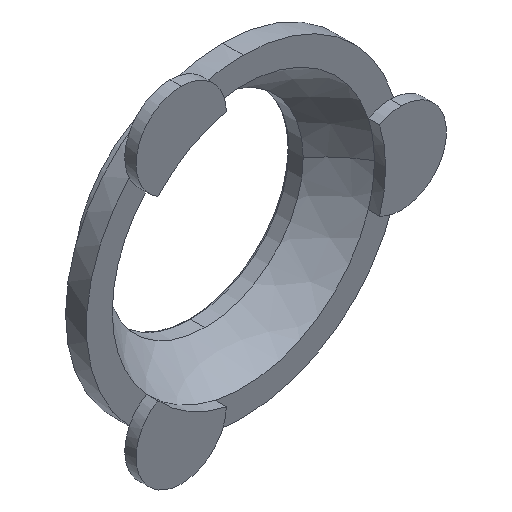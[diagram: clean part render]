
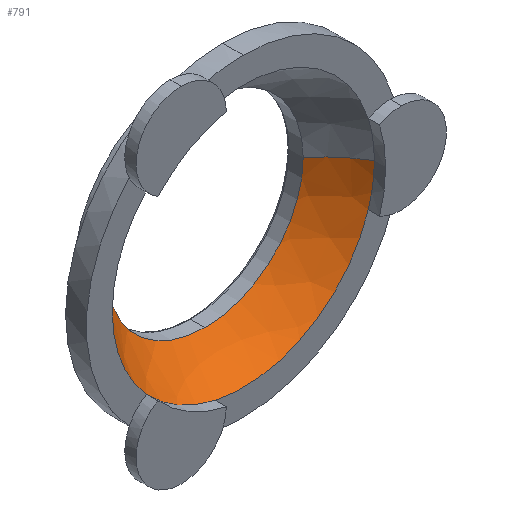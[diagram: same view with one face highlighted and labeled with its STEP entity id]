
A CAD part, isometric view. The second image highlights one B-rep face of the part: STEP entity #791.
In plain terms, the highlighted spherical face has radius 13.566 mm.
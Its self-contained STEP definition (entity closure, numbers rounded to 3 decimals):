
#8 = CARTESIAN_POINT ( 'NONE',  ( 0., -9.366, 0. ) ) ;
#31 = EDGE_CURVE ( 'NONE', #226, #563, #58, .T. ) ;
#43 = DIRECTION ( 'NONE',  ( 0., 0., -1. ) ) ;
#58 = CIRCLE ( 'NONE', #838, 11.611 ) ;
#85 = EDGE_CURVE ( 'NONE', #452, #431, #174, .T. ) ;
#98 = ORIENTED_EDGE ( 'NONE', *, *, #863, .F. ) ;
#113 = VERTEX_POINT ( 'NONE', #711 ) ;
#143 = ORIENTED_EDGE ( 'NONE', *, *, #31, .F. ) ;
#144 = CIRCLE ( 'NONE', #964, 8.7 ) ;
#159 = ORIENTED_EDGE ( 'NONE', *, *, #1020, .F. ) ;
#174 = CIRCLE ( 'NONE', #664, 13.566 ) ;
#195 = ORIENTED_EDGE ( 'NONE', *, *, #85, .T. ) ;
#217 = DIRECTION ( 'NONE',  ( 0., 0., -1. ) ) ;
#226 = VERTEX_POINT ( 'NONE', #971 ) ;
#234 = CARTESIAN_POINT ( 'NONE',  ( 11.611, -2.35, 0. ) ) ;
#243 = CIRCLE ( 'NONE', #841, 13.566 ) ;
#245 = CIRCLE ( 'NONE', #812, 11.611 ) ;
#246 = CARTESIAN_POINT ( 'NONE',  ( 0., -2.35, 0. ) ) ;
#254 = VERTEX_POINT ( 'NONE', #983 ) ;
#255 = AXIS2_PLACEMENT_3D ( 'NONE', #372, #787, #217 ) ;
#262 = CARTESIAN_POINT ( 'NONE',  ( 0., 1.043, 0. ) ) ;
#267 = DIRECTION ( 'NONE',  ( 0., 1., 0. ) ) ;
#273 = AXIS2_PLACEMENT_3D ( 'NONE', #897, #43, #675 ) ;
#349 = DIRECTION ( 'NONE',  ( 0., 1., 0. ) ) ;
#359 = DIRECTION ( 'NONE',  ( 0., 0., 1. ) ) ;
#372 = CARTESIAN_POINT ( 'NONE',  ( 0., -2.35, 0. ) ) ;
#385 = EDGE_LOOP ( 'NONE', ( #437, #159, #698, #143, #98, #195, #704, #476 ) ) ;
#431 = VERTEX_POINT ( 'NONE', #936 ) ;
#437 = ORIENTED_EDGE ( 'NONE', *, *, #510, .F. ) ;
#445 = CIRCLE ( 'NONE', #598, 11.611 ) ;
#450 = EDGE_CURVE ( 'NONE', #563, #929, #714, .T. ) ;
#452 = VERTEX_POINT ( 'NONE', #234 ) ;
#476 = ORIENTED_EDGE ( 'NONE', *, *, #638, .T. ) ;
#498 = DIRECTION ( 'NONE',  ( 0., 0., -1. ) ) ;
#510 = EDGE_CURVE ( 'NONE', #999, #113, #243, .T. ) ;
#513 = DIRECTION ( 'NONE',  ( 0., 1., 0. ) ) ;
#517 = FACE_OUTER_BOUND ( 'NONE', #385, .T. ) ;
#536 = CARTESIAN_POINT ( 'NONE',  ( 0., -2.35, 0. ) ) ;
#547 = DIRECTION ( 'NONE',  ( -1., 0., 0. ) ) ;
#563 = VERTEX_POINT ( 'NONE', #868 ) ;
#598 = AXIS2_PLACEMENT_3D ( 'NONE', #827, #674, #986 ) ;
#626 = DIRECTION ( 'NONE',  ( 0., 0., -1. ) ) ;
#638 = EDGE_CURVE ( 'NONE', #254, #113, #946, .T. ) ;
#646 = DIRECTION ( 'NONE',  ( 0., 1., 0. ) ) ;
#664 = AXIS2_PLACEMENT_3D ( 'NONE', #8, #858, #784 ) ;
#674 = DIRECTION ( 'NONE',  ( 0., 1., 0. ) ) ;
#675 = DIRECTION ( 'NONE',  ( 1., 0., 0. ) ) ;
#680 = SPHERICAL_SURFACE ( 'NONE', #273, 13.566 ) ;
#698 = ORIENTED_EDGE ( 'NONE', *, *, #450, .F. ) ;
#704 = ORIENTED_EDGE ( 'NONE', *, *, #829, .T. ) ;
#711 = CARTESIAN_POINT ( 'NONE',  ( -8.7, 1.043, 0. ) ) ;
#714 = CIRCLE ( 'NONE', #255, 11.611 ) ;
#763 = CARTESIAN_POINT ( 'NONE',  ( -11.611, -2.35, 0. ) ) ;
#784 = DIRECTION ( 'NONE',  ( 1., 0., 0. ) ) ;
#787 = DIRECTION ( 'NONE',  ( 0., 1., 0. ) ) ;
#791 = ADVANCED_FACE ( 'NONE', ( #517 ), #680, .F. ) ;
#797 = AXIS2_PLACEMENT_3D ( 'NONE', #902, #267, #823 ) ;
#812 = AXIS2_PLACEMENT_3D ( 'NONE', #246, #646, #958 ) ;
#823 = DIRECTION ( 'NONE',  ( 0., 0., -1. ) ) ;
#827 = CARTESIAN_POINT ( 'NONE',  ( 0., -2.35, 0. ) ) ;
#829 = EDGE_CURVE ( 'NONE', #431, #254, #144, .T. ) ;
#838 = AXIS2_PLACEMENT_3D ( 'NONE', #536, #349, #359 ) ;
#841 = AXIS2_PLACEMENT_3D ( 'NONE', #864, #626, #547 ) ;
#845 = CARTESIAN_POINT ( 'NONE',  ( -8.569, -2.35, -7.835 ) ) ;
#858 = DIRECTION ( 'NONE',  ( 0., 0., 1. ) ) ;
#863 = EDGE_CURVE ( 'NONE', #452, #226, #445, .T. ) ;
#864 = CARTESIAN_POINT ( 'NONE',  ( 0., -9.366, 0. ) ) ;
#868 = CARTESIAN_POINT ( 'NONE',  ( -2.501, -2.35, -11.338 ) ) ;
#897 = CARTESIAN_POINT ( 'NONE',  ( 0., -9.366, 0. ) ) ;
#902 = CARTESIAN_POINT ( 'NONE',  ( 0., 1.043, 0. ) ) ;
#929 = VERTEX_POINT ( 'NONE', #845 ) ;
#936 = CARTESIAN_POINT ( 'NONE',  ( 8.7, 1.043, 0. ) ) ;
#946 = CIRCLE ( 'NONE', #797, 8.7 ) ;
#958 = DIRECTION ( 'NONE',  ( 0., 0., 1. ) ) ;
#964 = AXIS2_PLACEMENT_3D ( 'NONE', #262, #513, #498 ) ;
#971 = CARTESIAN_POINT ( 'NONE',  ( 11.07, -2.35, -3.503 ) ) ;
#983 = CARTESIAN_POINT ( 'NONE',  ( 0., 1.043, -8.7 ) ) ;
#986 = DIRECTION ( 'NONE',  ( 0., 0., -1. ) ) ;
#999 = VERTEX_POINT ( 'NONE', #763 ) ;
#1020 = EDGE_CURVE ( 'NONE', #929, #999, #245, .T. ) ;
